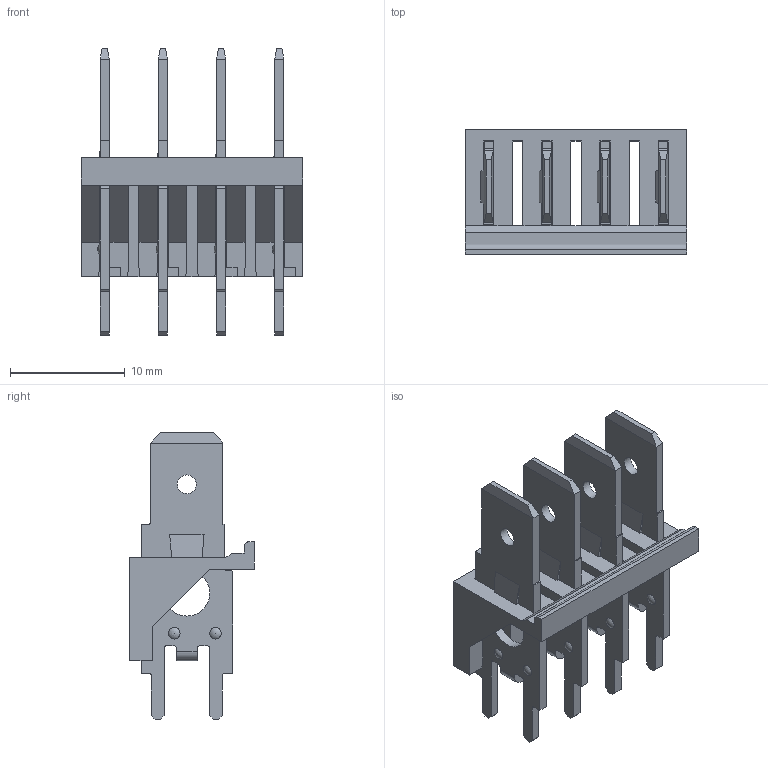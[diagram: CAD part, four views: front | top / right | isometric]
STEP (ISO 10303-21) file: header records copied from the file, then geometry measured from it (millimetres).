
FILE_DESCRIPTION(/* description */ ('Unknown'),/* implementation_level */ '2;1');
FILE_NAME(/* name */ 'J_Wurth_WR-FAST_638263222004',/* time_stamp */ '2025-06-19T10:53:52+08:00',/* author */ ('Unknown'),/* organization */ ('Unknown'),/* preprocessor_version */ 'ST-DEVELOPER v19.4',/* originating_system */ 'Solid Edge',/* authorisation */ 'Unknown');
FILE_SCHEMA (('AUTOMOTIVE_DESIGN {1 0 10303 214 3 1 1}'));
Length unit declared in the file: millimetre
Products named in the file (2): J_Wurth_WR-FAST_638263222004
Assembly tree (1 placements, depth 2):
  J_Wurth_WR-FAST_638263222004
    J_Wurth_WR-FAST_638263222004
Bounding box: 19.36 x 10.9 x 25 mm (x, y, z)
Volume: 1062.5 mm3; surface area: 2595.9 mm2
Topology: 5 solids, 5 shells, 306 faces, 876 edges, 566 vertices
Faces by surface type: plane 221, cylinder 61, cone 16, torus 8
Full cylindrical faces by diameter (mm): 1.65 x4, 4 x4
Entity records: 9744 total; most frequent: CARTESIAN_POINT 1702, ORIENTED_EDGE 1672, DIRECTION 1590, EDGE_CURVE 836, LINE 698, VECTOR 698, VERTEX_POINT 558, AXIS2_PLACEMENT_3D 446
